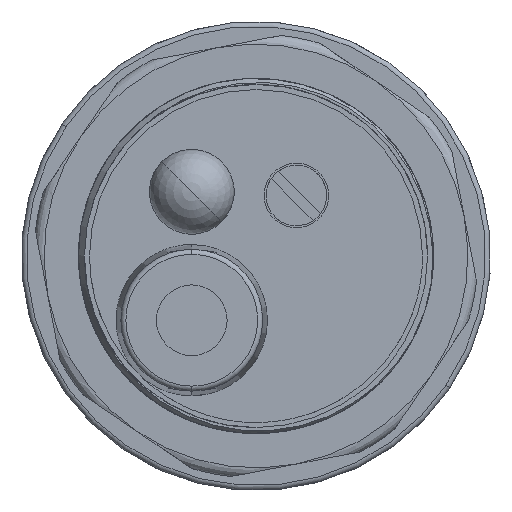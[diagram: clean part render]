
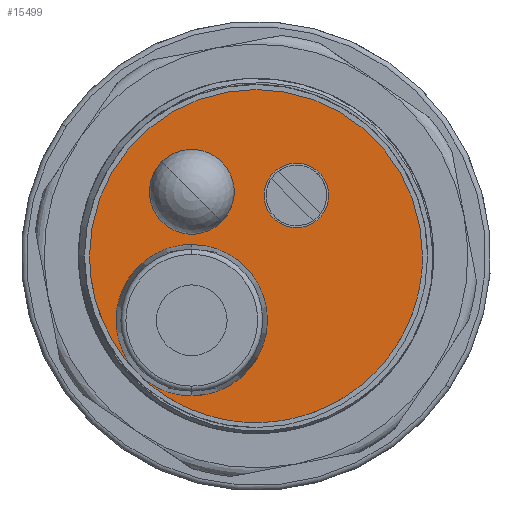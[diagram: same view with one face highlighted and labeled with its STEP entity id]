
A CAD part, left-side view. The second image highlights one B-rep face of the part: STEP entity #15499.
In plain terms, the highlighted planar face has unit normal (-1, 0, 0).
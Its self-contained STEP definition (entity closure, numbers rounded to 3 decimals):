
#6722=CARTESIAN_POINT('',(-33.75,3.182,-3.182));
#6723=DIRECTION('',(-1.,0.,0.));
#6724=DIRECTION('',(0.,0.,1.));
#6725=AXIS2_PLACEMENT_3D('',#6722,#6723,#6724);
#6727=CARTESIAN_POINT('',(-33.75,0.,0.));
#6728=DIRECTION('',(-1.,0.,0.));
#6729=DIRECTION('',(0.,1.,0.));
#6730=AXIS2_PLACEMENT_3D('',#6727,#6728,#6729);
#6732=CARTESIAN_POINT('',(-33.75,0.,0.));
#6733=DIRECTION('',(-1.,0.,0.));
#6734=DIRECTION('',(0.,-1.,0.));
#6735=AXIS2_PLACEMENT_3D('',#6732,#6733,#6734);
#6737=CARTESIAN_POINT('',(-33.75,0.,0.));
#6738=DIRECTION('',(-1.,0.,0.));
#6739=DIRECTION('',(0.,0.707,-0.707));
#6740=AXIS2_PLACEMENT_3D('',#6737,#6738,#6739);
#6742=CARTESIAN_POINT('',(-33.75,3.182,-3.182));
#6743=DIRECTION('',(-1.,0.,0.));
#6744=DIRECTION('',(0.,0.707,-0.707));
#6745=AXIS2_PLACEMENT_3D('',#6742,#6743,#6744);
#6747=CARTESIAN_POINT('',(-33.75,3.182,-3.182));
#6748=DIRECTION('',(-1.,0.,0.));
#6749=DIRECTION('',(0.,0.,-1.));
#6750=AXIS2_PLACEMENT_3D('',#6747,#6748,#6749);
#6752=CARTESIAN_POINT('',(-33.75,3.182,3.182));
#6753=DIRECTION('',(1.,0.,0.));
#6754=DIRECTION('',(0.,0.707,0.707));
#6755=AXIS2_PLACEMENT_3D('',#6752,#6753,#6754);
#6757=CARTESIAN_POINT('',(-33.75,3.182,3.182));
#6758=DIRECTION('',(1.,0.,0.));
#6759=DIRECTION('',(0.,-0.707,-0.707));
#6760=AXIS2_PLACEMENT_3D('',#6757,#6758,#6759);
#6762=CARTESIAN_POINT('',(-33.75,-2.,3.));
#6763=DIRECTION('',(-1.,0.,0.));
#6764=DIRECTION('',(0.,0.,1.));
#6765=AXIS2_PLACEMENT_3D('',#6762,#6763,#6764);
#6767=CARTESIAN_POINT('',(-33.75,-2.,3.));
#6768=DIRECTION('',(-1.,0.,0.));
#6769=DIRECTION('',(0.,0.,-1.));
#6770=AXIS2_PLACEMENT_3D('',#6767,#6768,#6769);
#7259=CARTESIAN_POINT('',(-33.75,-8.25,0.));
#7260=CARTESIAN_POINT('',(-33.75,8.25,0.));
#7261=VERTEX_POINT('',#7259);
#7262=VERTEX_POINT('',#7260);
#7267=CARTESIAN_POINT('',(-33.75,3.182,0.568));
#7268=CARTESIAN_POINT('',(-33.75,5.834,-5.834));
#7269=VERTEX_POINT('',#7267);
#7270=VERTEX_POINT('',#7268);
#7271=CARTESIAN_POINT('',(-33.75,3.182,-6.932));
#7272=VERTEX_POINT('',#7271);
#7281=CARTESIAN_POINT('',(-33.75,4.667,4.667));
#7282=CARTESIAN_POINT('',(-33.75,1.697,1.697));
#7283=VERTEX_POINT('',#7281);
#7284=VERTEX_POINT('',#7282);
#7291=CARTESIAN_POINT('',(-33.75,-2.,4.6));
#7292=CARTESIAN_POINT('',(-33.75,-2.,1.4));
#7293=VERTEX_POINT('',#7291);
#7294=VERTEX_POINT('',#7292);
#15470=CARTESIAN_POINT('',(-33.75,0.,0.));
#15471=DIRECTION('',(-1.,0.,0.));
#15472=DIRECTION('',(0.,1.,0.));
#15473=AXIS2_PLACEMENT_3D('',#15470,#15471,#15472);
#15474=PLANE('',#15473);
#15476=ORIENTED_EDGE('',*,*,#15475,.T.);
#15477=ORIENTED_EDGE('',*,*,#15458,.F.);
#15479=ORIENTED_EDGE('',*,*,#15478,.F.);
#15480=ORIENTED_EDGE('',*,*,#15460,.F.);
#15482=ORIENTED_EDGE('',*,*,#15481,.T.);
#15484=ORIENTED_EDGE('',*,*,#15483,.T.);
#15485=EDGE_LOOP('',(#15476,#15477,#15479,#15480,#15482,#15484));
#15486=FACE_OUTER_BOUND('',#15485,.F.);
#15488=ORIENTED_EDGE('',*,*,#15487,.F.);
#15490=ORIENTED_EDGE('',*,*,#15489,.F.);
#15491=EDGE_LOOP('',(#15488,#15490));
#15492=FACE_BOUND('',#15491,.F.);
#15494=ORIENTED_EDGE('',*,*,#15493,.T.);
#15496=ORIENTED_EDGE('',*,*,#15495,.T.);
#15497=EDGE_LOOP('',(#15494,#15496));
#15498=FACE_BOUND('',#15497,.F.);
#15499=ADVANCED_FACE('',(#15486,#15492,#15498),#15474,.T.);
#6726=CIRCLE('',#6725,3.75);
#6731=CIRCLE('',#6730,8.25);
#6736=CIRCLE('',#6735,8.25);
#6741=CIRCLE('',#6740,8.25);
#6746=CIRCLE('',#6745,3.75);
#6751=CIRCLE('',#6750,3.75);
#6756=CIRCLE('',#6755,2.1);
#6761=CIRCLE('',#6760,2.1);
#6766=CIRCLE('',#6765,1.6);
#6771=CIRCLE('',#6770,1.6);
#15458=EDGE_CURVE('',#7262,#7270,#6731,.T.);
#15460=EDGE_CURVE('',#7270,#7261,#6741,.T.);
#15475=EDGE_CURVE('',#7269,#7270,#6726,.T.);
#15478=EDGE_CURVE('',#7261,#7262,#6736,.T.);
#15481=EDGE_CURVE('',#7270,#7272,#6746,.T.);
#15483=EDGE_CURVE('',#7272,#7269,#6751,.T.);
#15487=EDGE_CURVE('',#7283,#7284,#6756,.T.);
#15489=EDGE_CURVE('',#7284,#7283,#6761,.T.);
#15493=EDGE_CURVE('',#7293,#7294,#6766,.T.);
#15495=EDGE_CURVE('',#7294,#7293,#6771,.T.);
